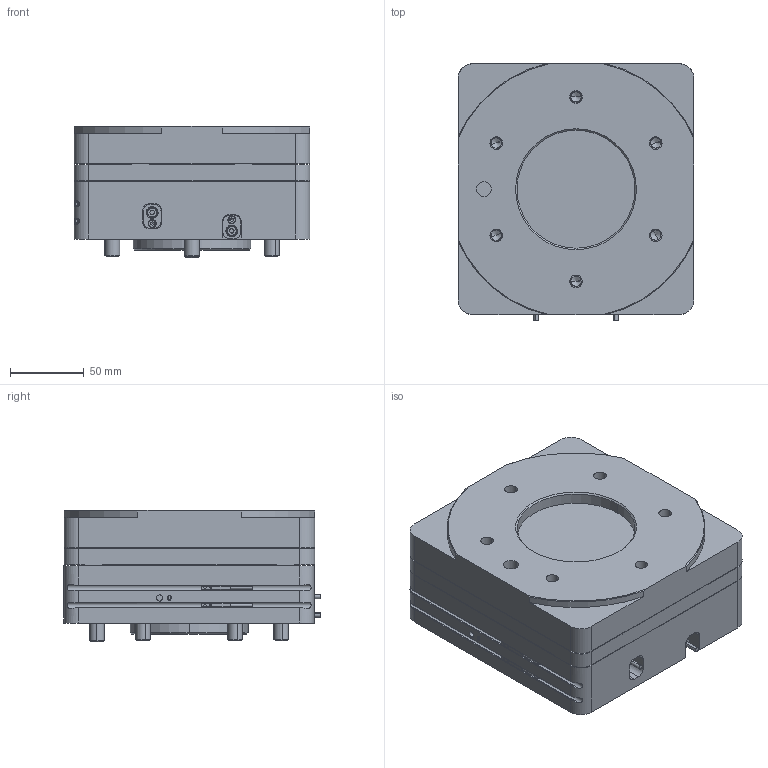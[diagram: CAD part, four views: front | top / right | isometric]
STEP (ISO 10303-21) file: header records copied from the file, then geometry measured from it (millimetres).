
FILE_DESCRIPTION (( 'STEP AP203' ), '1' );
FILE_NAME ('F14-125-XY.STEP', '2026-02-06T05:57:12', ( 'USER-' ), ( 'Microsoft' ), 'SwSTEP 2.0', 'SolidWorks 2018', '' );
FILE_SCHEMA (( 'CONFIG_CONTROL_DESIGN' ));
Length unit declared in the file: millimetre
Products named in the file (12): hexagon socket head cap screws gb(GB_FASTENER_SCREWS_HSHCS M3X8-N); F14-125-02 笢痄雄啣-1; F14-125-15 棠羲薊え-1; socket head thin cap screw_din(DIN 7984 - M10 x 40 --- 26N); M8x1-48棠俶換覜ん-1; F14-125-01 翋釱极; F14-125-03 奻脯輸-2; F14-125-10 菁猾裔-2; 32x12-R6（红）; 棠羲換覜ん; hexagon socket countersunk head screws gb(GB_FASTENER_SCREWS_HSCHS M3X10-N)-1; F14-125-XY
Assembly tree (29 placements, depth 2):
  F14-125-XY
    F14-125-01 翋釱极
    F14-125-02 笢痄雄啣-1
    F14-125-03 奻脯輸-2
    F14-125-10 菁猾裔-2
    hexagon socket head cap screws gb(GB_FASTENER_SCREWS_HSHCS M3X8-N)  x2
    hexagon socket countersunk head screws gb(GB_FASTENER_SCREWS_HSCHS M3X10-N)-1  x8
    M8x1-48棠俶換覜ん-1  x2
    F14-125-15 棠羲薊え-1  x4
    socket head thin cap screw_din(DIN 7984 - M10 x 40 --- 26N)  x6
    32x12-R6（红）
    棠羲換覜ん  x2
Bounding box: 160 x 174 x 89.2 mm (x, y, z)
Volume: 1986714.3 mm3; surface area: 265029.2 mm2
Topology: 29 solids, 29 shells, 1310 faces, 3276 edges, 2072 vertices
Faces by surface type: plane 641, cylinder 316, bspline 170, cone 139, torus 44
Entity records: 35491 total; most frequent: CARTESIAN_POINT 12392, ORIENTED_EDGE 4642, DIRECTION 4005, EDGE_CURVE 2321, VERTEX_POINT 1517, VECTOR 1417, LINE 1417, AXIS2_PLACEMENT_3D 1294
